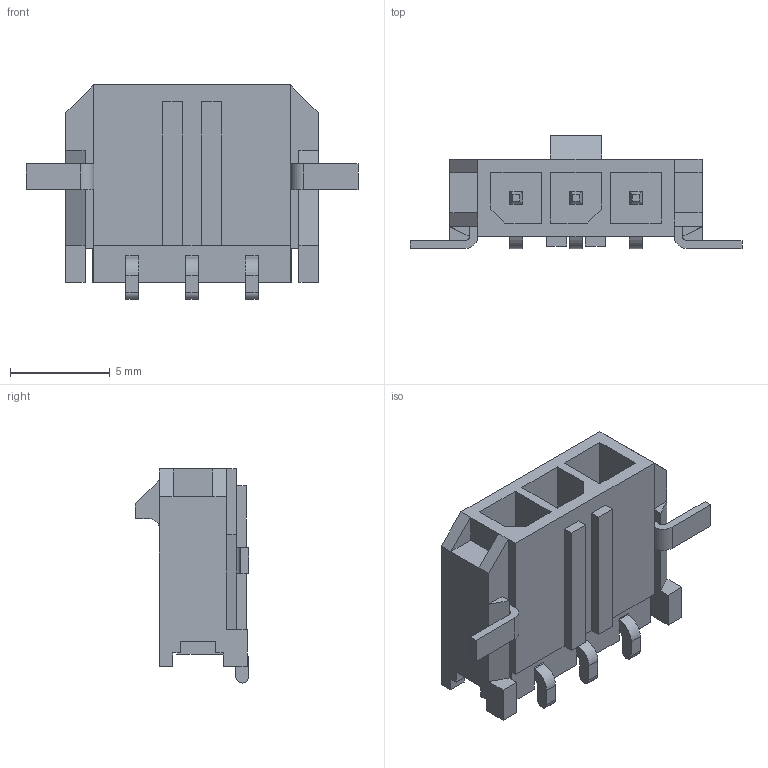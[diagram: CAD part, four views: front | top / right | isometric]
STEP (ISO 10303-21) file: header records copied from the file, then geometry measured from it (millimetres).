
FILE_DESCRIPTION((''),'2;1');
FILE_NAME('436500314','2015-11-16T',('gga'),(''),'PRO/ENGINEER BY PARAMETRIC TECHNOLOGY CORPORATION, 2011490','PRO/ENGINEER BY PARAMETRIC TECHNOLOGY CORPORATION, 2011490','');
FILE_SCHEMA(('CONFIG_CONTROL_DESIGN'));
Length unit declared in the file: millimetre
Products named in the file (1): 436500314
Bounding box: 16.65 x 5.67 x 10.74 mm (x, y, z)
Volume: 321.2 mm3; surface area: 785.2 mm2
Topology: 2 solids, 2 shells, 237 faces, 674 edges, 436 vertices
Faces by surface type: plane 223, cylinder 14
Entity records: 7542 total; most frequent: CARTESIAN_POINT 1328, ORIENTED_EDGE 1308, DIRECTION 1190, EDGE_CURVE 654, VECTOR 634, LINE 634, VERTEX_POINT 416, AXIS2_PLACEMENT_3D 278
